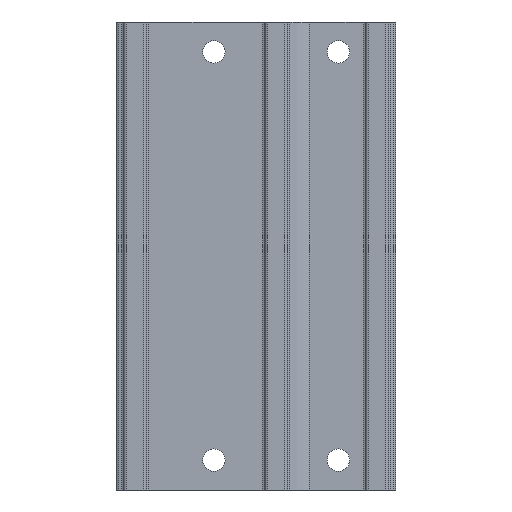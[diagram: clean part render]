
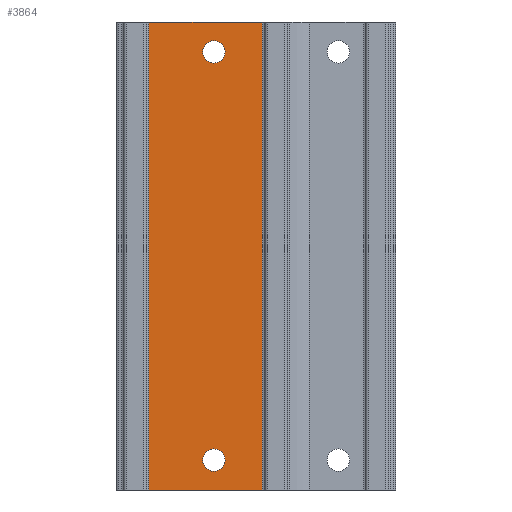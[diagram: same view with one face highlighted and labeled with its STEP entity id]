
A CAD part, front view. The second image highlights one B-rep face of the part: STEP entity #3864.
In plain terms, the highlighted planar face has unit normal (0, -1, 0).
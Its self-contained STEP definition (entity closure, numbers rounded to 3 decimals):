
#139=PLANE('',#4180);
#271=CIRCLE('',#4181,2.25);
#272=CIRCLE('',#4182,2.25);
#550=ORIENTED_EDGE('',*,*,#1588,.F.);
#551=ORIENTED_EDGE('',*,*,#1589,.F.);
#552=ORIENTED_EDGE('',*,*,#1590,.F.);
#553=ORIENTED_EDGE('',*,*,#1587,.F.);
#554=ORIENTED_EDGE('',*,*,#1591,.T.);
#555=ORIENTED_EDGE('',*,*,#1592,.T.);
#1587=EDGE_CURVE('',#2101,#2100,#2474,.T.);
#1588=EDGE_CURVE('',#2102,#2102,#271,.T.);
#1589=EDGE_CURVE('',#2103,#2103,#272,.T.);
#1590=EDGE_CURVE('',#2100,#2104,#2475,.T.);
#1591=EDGE_CURVE('',#2101,#2105,#2476,.T.);
#1592=EDGE_CURVE('',#2105,#2104,#2477,.T.);
#2100=VERTEX_POINT('',#6104);
#2101=VERTEX_POINT('',#6106);
#2102=VERTEX_POINT('',#6110);
#2103=VERTEX_POINT('',#6112);
#2104=VERTEX_POINT('',#6114);
#2105=VERTEX_POINT('',#6116);
#2474=LINE('',#6107,#2758);
#2475=LINE('',#6113,#2759);
#2476=LINE('',#6115,#2760);
#2477=LINE('',#6117,#2761);
#2758=VECTOR('',#4717,1000.);
#2759=VECTOR('',#4724,1000.);
#2760=VECTOR('',#4725,1000.);
#2761=VECTOR('',#4726,1000.);
#3041=EDGE_LOOP('',(#550));
#3042=EDGE_LOOP('',(#551));
#3043=EDGE_LOOP('',(#552,#553,#554,#555));
#3413=FACE_BOUND('',#3041,.T.);
#3414=FACE_BOUND('',#3042,.T.);
#3415=FACE_BOUND('',#3043,.T.);
#3864=ADVANCED_FACE('',(#3413,#3414,#3415),#139,.T.);
#4180=AXIS2_PLACEMENT_3D('',#6108,#4718,#4719);
#4181=AXIS2_PLACEMENT_3D('',#6109,#4720,#4721);
#4182=AXIS2_PLACEMENT_3D('',#6111,#4722,#4723);
#4717=DIRECTION('',(0.,0.,1.));
#4718=DIRECTION('',(0.,-1.,0.));
#4719=DIRECTION('',(0.,0.,-1.));
#4720=DIRECTION('',(0.,-1.,0.));
#4721=DIRECTION('',(0.,0.,-1.));
#4722=DIRECTION('',(0.,-1.,0.));
#4723=DIRECTION('',(0.,0.,-1.));
#4724=DIRECTION('',(1.,0.,0.));
#4725=DIRECTION('',(1.,0.,0.));
#4726=DIRECTION('',(0.,0.,1.));
#6104=CARTESIAN_POINT('',(-27.6,6.5,0.));
#6106=CARTESIAN_POINT('',(-27.6,6.5,-94.));
#6107=CARTESIAN_POINT('',(-27.6,6.5,-94.));
#6108=CARTESIAN_POINT('',(-27.6,6.5,-94.));
#6109=CARTESIAN_POINT('',(-14.5,6.5,-88.));
#6110=CARTESIAN_POINT('',(-14.5,6.5,-90.25));
#6111=CARTESIAN_POINT('',(-14.5,6.5,-6.));
#6112=CARTESIAN_POINT('',(-14.5,6.5,-8.25));
#6113=CARTESIAN_POINT('',(-27.6,6.5,0.));
#6114=CARTESIAN_POINT('',(-4.75,6.5,0.));
#6115=CARTESIAN_POINT('',(-27.6,6.5,-94.));
#6116=CARTESIAN_POINT('',(-4.75,6.5,-94.));
#6117=CARTESIAN_POINT('',(-4.75,6.5,-94.));
